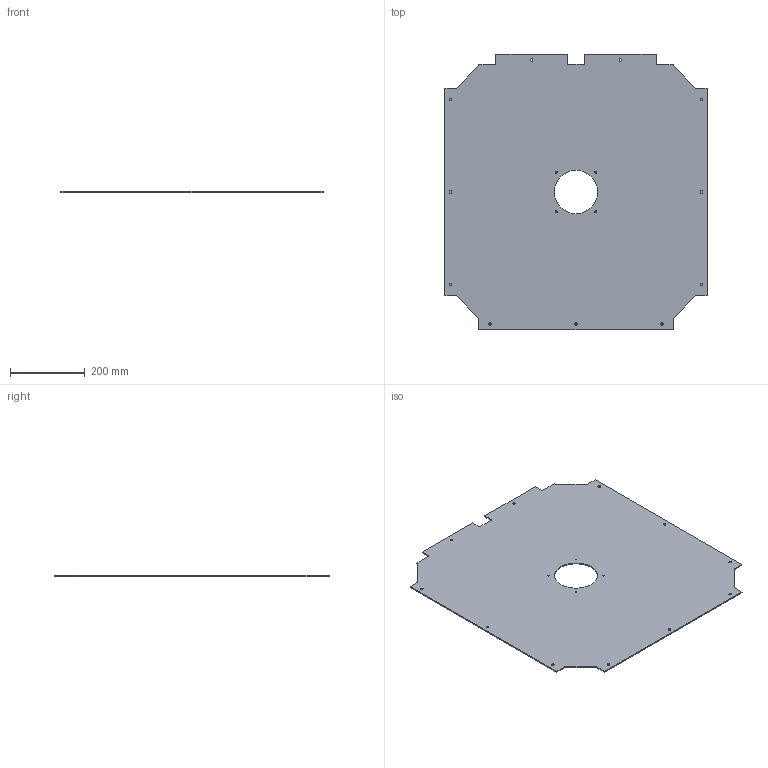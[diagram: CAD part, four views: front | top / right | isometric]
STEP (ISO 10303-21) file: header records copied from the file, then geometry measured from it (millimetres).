
FILE_DESCRIPTION(/* description */ (''),/* implementation_level */ '2;1');
FILE_NAME(/* name */ 'panel_lid_top_500 v1.step',/* time_stamp */ '2023-04-22T18:34:10+01:00',/* author */ (''),/* organization */ (''),/* preprocessor_version */ 'ST-DEVELOPER v19.2',/* originating_system */ 'Autodesk Translation Framework v12.4.0.73',/* authorisation */ '');
FILE_SCHEMA (('AUTOMOTIVE_DESIGN { 1 0 10303 214 3 1 1 }'));
Length unit declared in the file: millimetre
Products named in the file (1): panel_lid_top_500
Bounding box: 700 x 735 x 3 mm (x, y, z)
Volume: 1423378.6 mm3; surface area: 959195.7 mm2
Topology: 1 solids, 1 shells, 46 faces, 132 edges, 88 vertices
Faces by surface type: plane 26, cylinder 20
Full cylindrical faces by diameter (mm): 4.3 x4, 6.6 x11, 116 x1
Entity records: 1613 total; most frequent: CARTESIAN_POINT 267, DIRECTION 266, ORIENTED_EDGE 264, EDGE_CURVE 132, LINE 92, VECTOR 92, VERTEX_POINT 88, AXIS2_PLACEMENT_3D 87
